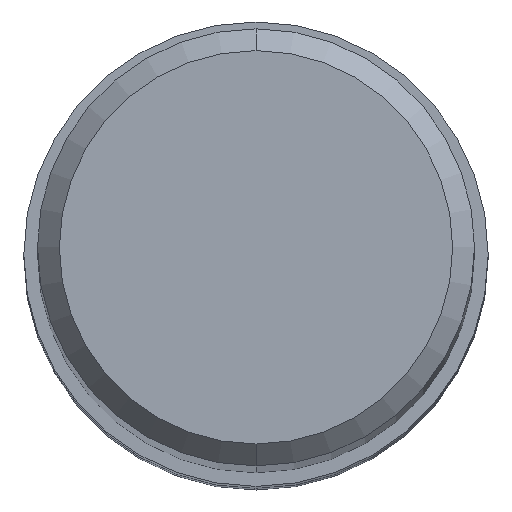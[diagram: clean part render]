
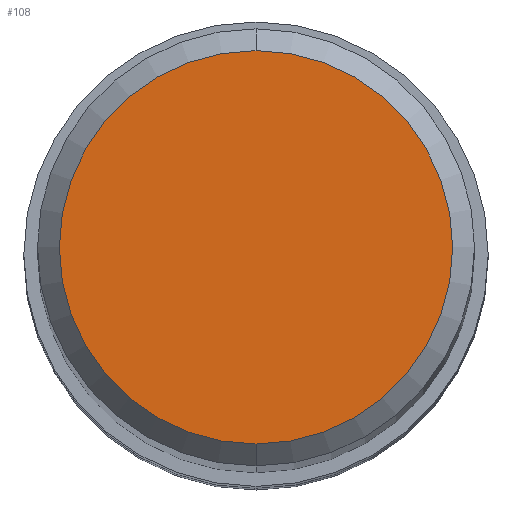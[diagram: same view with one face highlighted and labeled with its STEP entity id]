
A CAD part, top view. The second image highlights one B-rep face of the part: STEP entity #108.
In plain terms, the highlighted planar face has unit normal (0, 0, 1).
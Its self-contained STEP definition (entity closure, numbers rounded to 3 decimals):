
#92=VERTEX_POINT('',#229);
#108=ADVANCED_FACE('',(#247),#248,.T.);
#132=EDGE_CURVE('',#92,#192,#275,.T.);
#184=EDGE_CURVE('',#192,#92,#335,.T.);
#192=VERTEX_POINT('',#343);
#229=CARTESIAN_POINT('',(0.,-7.2,0.0));
#247=FACE_OUTER_BOUND('',#393,.T.);
#248=PLANE('',#394);
#275=CIRCLE('',#430,7.2);
#335=CIRCLE('',#505,7.2);
#343=CARTESIAN_POINT('',(0.0,7.2,0.0));
#393=EDGE_LOOP('',(#554,#555));
#394=AXIS2_PLACEMENT_3D('',#556,#557,#558);
#430=AXIS2_PLACEMENT_3D('',#597,#598,#599);
#505=AXIS2_PLACEMENT_3D('',#689,#690,#691);
#554=ORIENTED_EDGE('',*,*,#184,.F.);
#555=ORIENTED_EDGE('',*,*,#132,.F.);
#556=CARTESIAN_POINT('',(0.0,3.6,0.0));
#557=DIRECTION('',(-0.0,0.0,1.0));
#558=DIRECTION('',(0.0,-1.0,0.0));
#597=CARTESIAN_POINT('',(0.0,0.0,0.0));
#598=DIRECTION('',(0.0,0.0,-1.0));
#599=DIRECTION('',(0.0,1.0,0.0));
#689=CARTESIAN_POINT('',(0.0,0.0,0.0));
#690=DIRECTION('',(0.0,0.0,-1.0));
#691=DIRECTION('',(0.0,1.0,0.0));
